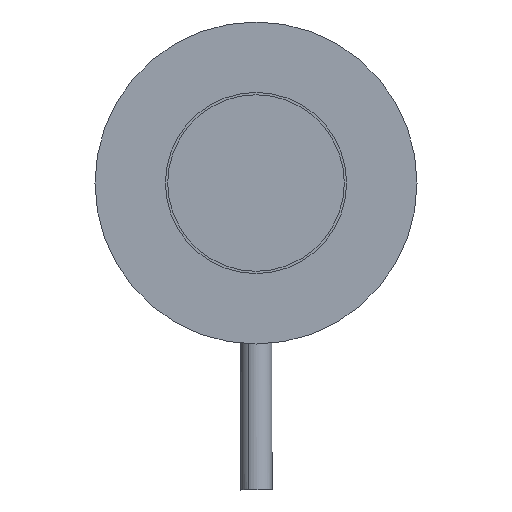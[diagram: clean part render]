
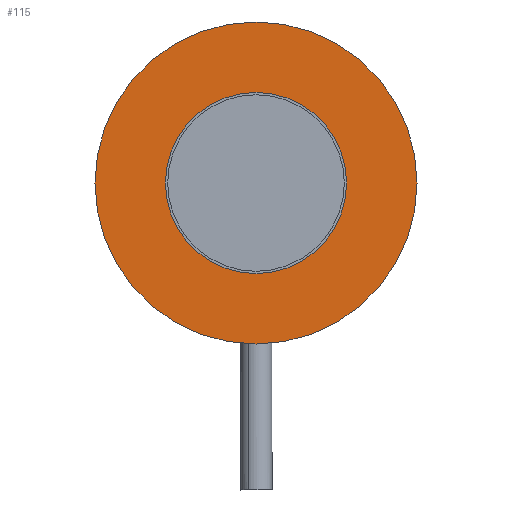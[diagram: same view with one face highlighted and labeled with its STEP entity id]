
A CAD part, front view. The second image highlights one B-rep face of the part: STEP entity #115.
In plain terms, the highlighted planar face has unit normal (0, -1, 0).
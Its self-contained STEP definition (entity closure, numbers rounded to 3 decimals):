
#36=CARTESIAN_POINT('Axis2P3D Location',(0.,51.,0.)) ;
#40=CARTESIAN_POINT('Vertex',(-22.5,51.,0.)) ;
#42=CARTESIAN_POINT('Vertex',(22.5,51.,0.)) ;
#71=CARTESIAN_POINT('Axis2P3D Location',(0.,51.,0.)) ;
#88=CARTESIAN_POINT('Axis2P3D Location',(0.,51.,29.)) ;
#93=CARTESIAN_POINT('Axis2P3D Location',(0.,51.,0.)) ;
#97=CARTESIAN_POINT('Vertex',(40.,51.,0.)) ;
#99=CARTESIAN_POINT('Vertex',(-40.,51.,0.)) ;
#102=CARTESIAN_POINT('Axis2P3D Location',(0.,51.,0.)) ;
#37=DIRECTION('Axis2P3D Direction',(0.,1.,0.)) ;
#72=DIRECTION('Axis2P3D Direction',(0.,1.,0.)) ;
#89=DIRECTION('Axis2P3D Direction',(0.,1.,0.)) ;
#90=DIRECTION('Axis2P3D XDirection',(1.,0.,0.)) ;
#94=DIRECTION('Axis2P3D Direction',(0.,1.,0.)) ;
#103=DIRECTION('Axis2P3D Direction',(0.,1.,0.)) ;
#38=AXIS2_PLACEMENT_3D('Circle Axis2P3D',#36,#37,$) ;
#73=AXIS2_PLACEMENT_3D('Circle Axis2P3D',#71,#72,$) ;
#91=AXIS2_PLACEMENT_3D('Plane Axis2P3D',#88,#89,#90) ;
#95=AXIS2_PLACEMENT_3D('Circle Axis2P3D',#93,#94,$) ;
#104=AXIS2_PLACEMENT_3D('Circle Axis2P3D',#102,#103,$) ;
#39=CIRCLE('generated circle',#38,22.5) ;
#74=CIRCLE('generated circle',#73,22.5) ;
#96=CIRCLE('generated circle',#95,40.) ;
#105=CIRCLE('generated circle',#104,40.) ;
#92=PLANE('',#91) ;
#114=FACE_BOUND('',#111,.T.) ;
#44=EDGE_CURVE('',#41,#43,#39,.T.) ;
#75=EDGE_CURVE('',#43,#41,#74,.T.) ;
#101=EDGE_CURVE('',#98,#100,#96,.T.) ;
#106=EDGE_CURVE('',#100,#98,#105,.T.) ;
#108=ORIENTED_EDGE('',*,*,#101,.F.) ;
#109=ORIENTED_EDGE('',*,*,#106,.F.) ;
#112=ORIENTED_EDGE('',*,*,#44,.T.) ;
#113=ORIENTED_EDGE('',*,*,#75,.T.) ;
#107=EDGE_LOOP('',(#108,#109)) ;
#111=EDGE_LOOP('',(#112,#113)) ;
#41=VERTEX_POINT('',#40) ;
#43=VERTEX_POINT('',#42) ;
#98=VERTEX_POINT('',#97) ;
#100=VERTEX_POINT('',#99) ;
#115=ADVANCED_FACE('PartBody',(#110,#114),#92,.F.) ;
#110=FACE_OUTER_BOUND('',#107,.T.) ;
